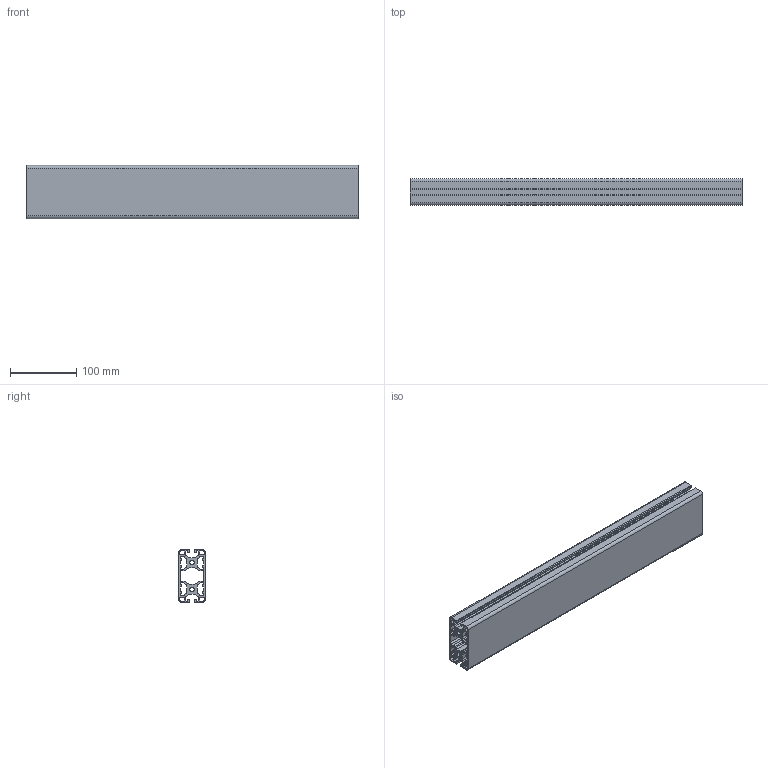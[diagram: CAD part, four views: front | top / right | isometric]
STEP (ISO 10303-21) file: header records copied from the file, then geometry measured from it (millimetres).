
FILE_DESCRIPTION (( 'STEP AP214' ), '1' );
FILE_NAME ('RP1361 8 80x40 Light 4N180.STEP', '2026-02-26T12:01:31', ( '' ), ( '' ), 'SwSTEP 2.0', 'SolidWorks 2026', '' );
FILE_SCHEMA (( 'AUTOMOTIVE_DESIGN' ));
Length unit declared in the file: millimetre
Products named in the file (1): RP1361 8 80x40 Light 4N180
Bounding box: 500 x 40 x 80 mm (x, y, z)
Volume: 607067.1 mm3; surface area: 409464.7 mm2
Topology: 1 solids, 1 shells, 234 faces, 696 edges, 464 vertices
Faces by surface type: cylinder 120, plane 114
Entity records: 7987 total; most frequent: DIRECTION 1406, CARTESIAN_POINT 1395, ORIENTED_EDGE 1392, EDGE_CURVE 696, AXIS2_PLACEMENT_3D 475, VERTEX_POINT 464, VECTOR 456, LINE 456
